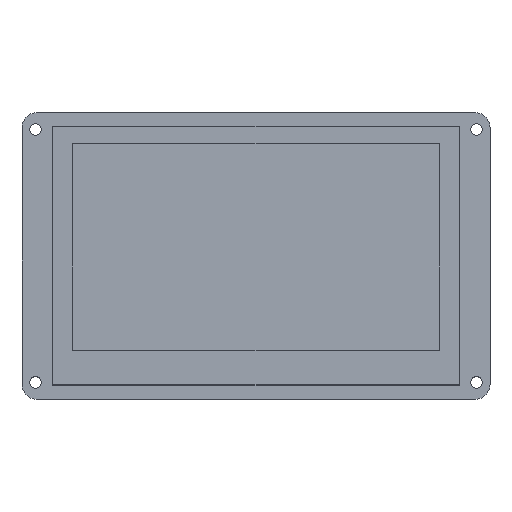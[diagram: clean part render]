
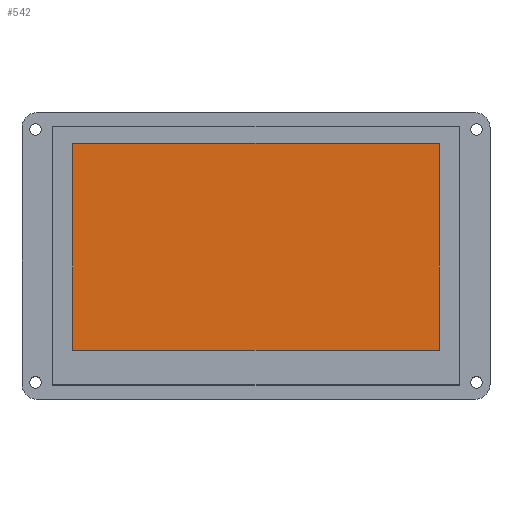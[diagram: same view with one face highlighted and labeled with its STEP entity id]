
A CAD part, top view. The second image highlights one B-rep face of the part: STEP entity #542.
In plain terms, the highlighted planar face has unit normal (0, 0, 1).
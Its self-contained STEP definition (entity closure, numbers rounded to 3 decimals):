
#44 = VECTOR ( 'NONE', #404, 1000. ) ;
#65 = LINE ( 'NONE', #412, #44 ) ;
#77 = VECTOR ( 'NONE', #444, 1000. ) ;
#85 = LINE ( 'NONE', #449, #77 ) ;
#87 = VECTOR ( 'NONE', #461, 1000. ) ;
#91 = LINE ( 'NONE', #467, #87 ) ;
#92 = VECTOR ( 'NONE', #474, 1000. ) ;
#96 = LINE ( 'NONE', #478, #92 ) ;
#146 = AXIS2_PLACEMENT_3D ( 'NONE', #958, #192, #331 ) ;
#192 = DIRECTION ( 'NONE',  ( 0., 0., 1. ) ) ;
#300 = FACE_OUTER_BOUND ( 'NONE', #626, .T. ) ;
#331 = DIRECTION ( 'NONE',  ( 1., 0., 0. ) ) ;
#361 = ORIENTED_EDGE ( 'NONE', *, *, #999, .T. ) ;
#365 = ORIENTED_EDGE ( 'NONE', *, *, #1014, .T. ) ;
#370 = ORIENTED_EDGE ( 'NONE', *, *, #1043, .T. ) ;
#376 = ORIENTED_EDGE ( 'NONE', *, *, #994, .T. ) ;
#401 = CARTESIAN_POINT ( 'NONE',  ( 13.2, -8.07, 9.1 ) ) ;
#404 = DIRECTION ( 'NONE',  ( 0., -1., 0. ) ) ;
#412 = CARTESIAN_POINT ( 'NONE',  ( 13.2, -8.07, 9.1 ) ) ;
#444 = DIRECTION ( 'NONE',  ( 1., 0., 0. ) ) ;
#449 = CARTESIAN_POINT ( 'NONE',  ( 13.2, -61.93, 9.1 ) ) ;
#461 = DIRECTION ( 'NONE',  ( 0., 1., 0. ) ) ;
#467 = CARTESIAN_POINT ( 'NONE',  ( 108.6, -61.93, 9.1 ) ) ;
#474 = DIRECTION ( 'NONE',  ( -1., 0., 0. ) ) ;
#478 = CARTESIAN_POINT ( 'NONE',  ( 108.6, -8.07, 9.1 ) ) ;
#542 = ADVANCED_FACE ( 'NONE', ( #300 ), #791, .T. ) ;
#579 = VERTEX_POINT ( 'NONE', #1053 ) ;
#626 = EDGE_LOOP ( 'NONE', ( #376, #370, #365, #361 ) ) ;
#653 = VERTEX_POINT ( 'NONE', #1041 ) ;
#734 = CARTESIAN_POINT ( 'NONE',  ( 108.6, -8.07, 9.1 ) ) ;
#791 = PLANE ( 'NONE',  #146 ) ;
#843 = VERTEX_POINT ( 'NONE', #734 ) ;
#958 = CARTESIAN_POINT ( 'NONE',  ( 0., 0., 9.1 ) ) ;
#994 = EDGE_CURVE ( 'NONE', #843, #1055, #96, .T. ) ;
#999 = EDGE_CURVE ( 'NONE', #579, #843, #91, .T. ) ;
#1014 = EDGE_CURVE ( 'NONE', #653, #579, #85, .T. ) ;
#1041 = CARTESIAN_POINT ( 'NONE',  ( 13.2, -61.93, 9.1 ) ) ;
#1043 = EDGE_CURVE ( 'NONE', #1055, #653, #65, .T. ) ;
#1053 = CARTESIAN_POINT ( 'NONE',  ( 108.6, -61.93, 9.1 ) ) ;
#1055 = VERTEX_POINT ( 'NONE', #401 ) ;
